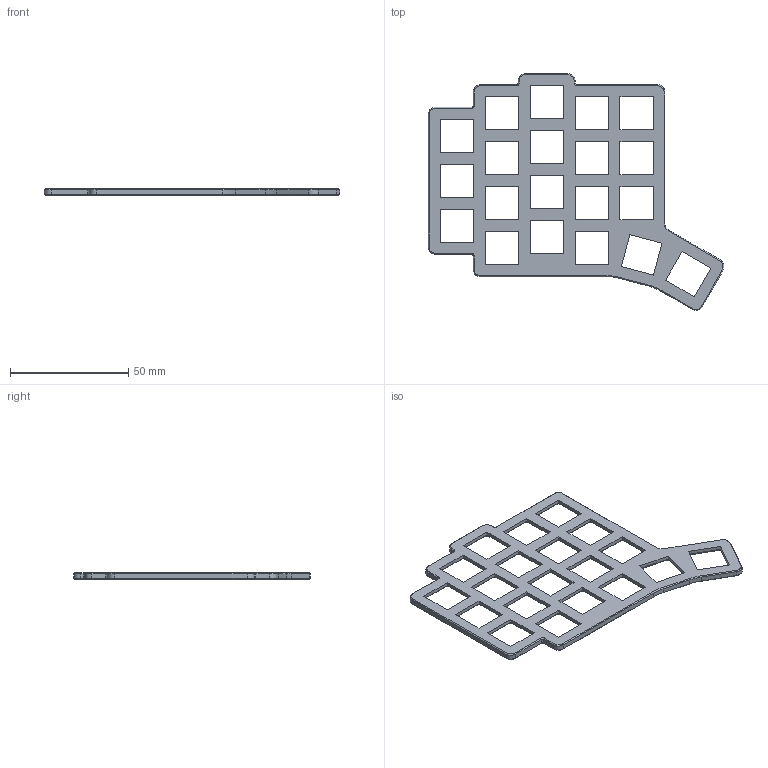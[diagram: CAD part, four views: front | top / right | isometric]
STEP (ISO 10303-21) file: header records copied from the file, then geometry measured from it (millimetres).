
FILE_DESCRIPTION(('FreeCAD Model'),'2;1');
FILE_NAME('Open CASCADE Shape Model','2025-02-06T10:28:22',(''),(''), 'Open CASCADE STEP processor 7.6','FreeCAD','Unknown');
FILE_SCHEMA(('AUTOMOTIVE_DESIGN { 1 0 10303 214 1 1 1 1 }'));
Length unit declared in the file: millimetre
Products named in the file (1): Plate-Left
Bounding box: 124.84 x 99.98 x 2.8 mm (x, y, z)
Volume: 10789.9 mm3; surface area: 13371.7 mm2
Topology: 1 solids, 1 shells, 361 faces, 951 edges, 612 vertices
Faces by surface type: plane 230, cylinder 97, cone 34
Entity records: 11147 total; most frequent: CARTESIAN_POINT 1925, DIRECTION 1903, ORIENTED_EDGE 1902, EDGE_CURVE 951, LINE 723, VECTOR 723, VERTEX_POINT 612, AXIS2_PLACEMENT_3D 590
